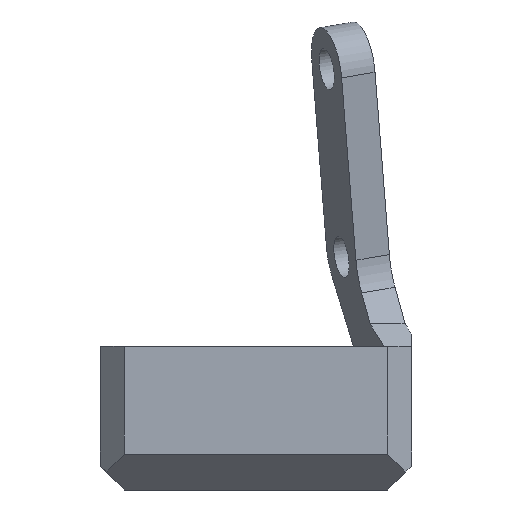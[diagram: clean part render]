
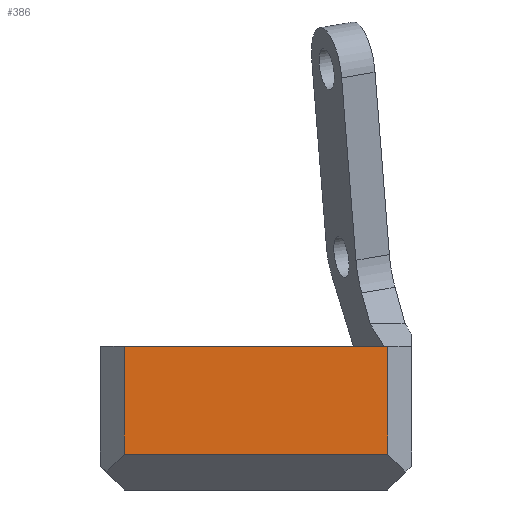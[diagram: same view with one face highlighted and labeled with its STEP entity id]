
A CAD part, left-side view. The second image highlights one B-rep face of the part: STEP entity #386.
In plain terms, the highlighted planar face has unit normal (-1, 0, 0).
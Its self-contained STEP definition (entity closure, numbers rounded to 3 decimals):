
#144 = VERTEX_POINT('',#145);
#145 = CARTESIAN_POINT('',(-7.,23.,0.));
#151 = EDGE_CURVE('',#144,#152,#154,.T.);
#152 = VERTEX_POINT('',#153);
#153 = CARTESIAN_POINT('',(-7.,1.,0.));
#154 = LINE('',#155,#156);
#155 = CARTESIAN_POINT('',(-7.,25.,0.));
#156 = VECTOR('',#157,1.);
#157 = DIRECTION('',(0.,-1.,0.));
#262 = EDGE_CURVE('',#152,#263,#265,.T.);
#263 = VERTEX_POINT('',#264);
#264 = CARTESIAN_POINT('',(-7.,1.,-9.));
#265 = LINE('',#266,#267);
#266 = CARTESIAN_POINT('',(-7.,1.,0.));
#267 = VECTOR('',#268,1.);
#268 = DIRECTION('',(-0.,-0.,-1.));
#386 = ADVANCED_FACE('',(#387),#405,.T.);
#387 = FACE_BOUND('',#388,.T.);
#388 = EDGE_LOOP('',(#389,#397,#398,#399));
#389 = ORIENTED_EDGE('',*,*,#390,.T.);
#390 = EDGE_CURVE('',#391,#263,#393,.T.);
#391 = VERTEX_POINT('',#392);
#392 = CARTESIAN_POINT('',(-7.,23.,-9.));
#393 = LINE('',#394,#395);
#394 = CARTESIAN_POINT('',(-7.,25.,-9.));
#395 = VECTOR('',#396,1.);
#396 = DIRECTION('',(0.,-1.,0.));
#397 = ORIENTED_EDGE('',*,*,#262,.F.);
#398 = ORIENTED_EDGE('',*,*,#151,.F.);
#399 = ORIENTED_EDGE('',*,*,#400,.T.);
#400 = EDGE_CURVE('',#144,#391,#401,.T.);
#401 = LINE('',#402,#403);
#402 = CARTESIAN_POINT('',(-7.,23.,0.));
#403 = VECTOR('',#404,1.);
#404 = DIRECTION('',(-0.,-0.,-1.));
#405 = PLANE('',#406);
#406 = AXIS2_PLACEMENT_3D('',#407,#408,#409);
#407 = CARTESIAN_POINT('',(-7.,25.,0.));
#408 = DIRECTION('',(-1.,0.,0.));
#409 = DIRECTION('',(0.,-1.,0.));
